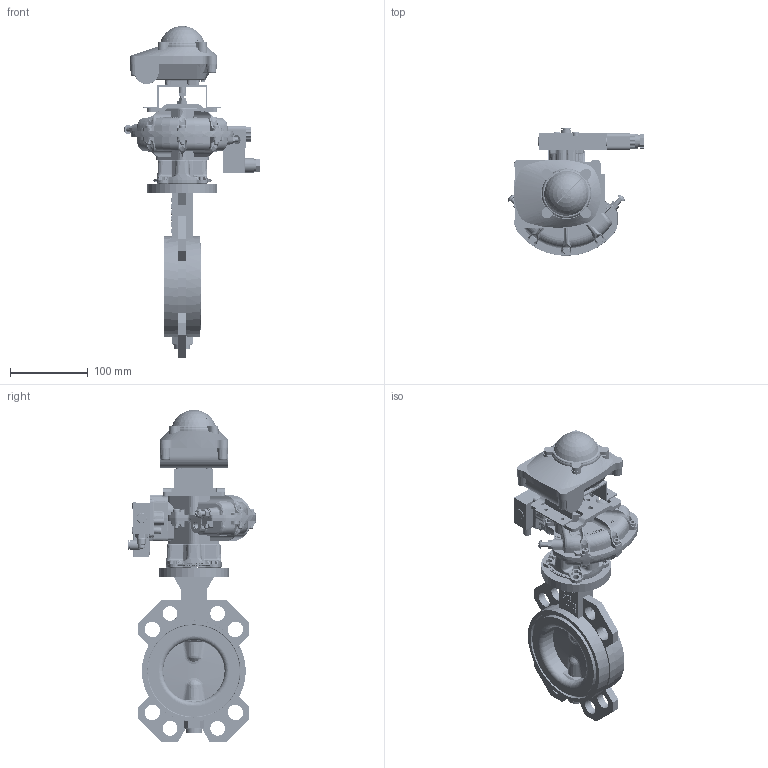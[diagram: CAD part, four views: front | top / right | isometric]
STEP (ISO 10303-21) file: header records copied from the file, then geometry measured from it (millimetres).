
FILE_DESCRIPTION(/* description */ (''),/* implementation_level */ '2;1');
FILE_NAME(/* name */ 'AT2313B080DAMEK_131863.step',/* time_stamp */ '2025-07-03T15:01:39+02:00',/* author */ (''),/* organization */ (''),/* preprocessor_version */ 'ST-DEVELOPER v20.1',/* originating_system */ 'Autodesk Translation Framework v14.10.0.0',/* authorisation */ '');
FILE_SCHEMA (('AUTOMOTIVE_DESIGN { 1 0 10303 214 3 1 1 }'));
Products named in the file (29): AT2313B080DAMEK_131863; SP638; MNH 511 701 -Armatec; MNH 511 701; GZ-MA22; ST 22 E 1 N; _W097052000119; KQ2L08-02AS; APL210; Component1; 053F100 ACTUATOR DIAMOND BOSS AND ALUMINIUM CASES; M5.SQ.NUT; M5x20; M6x35pozi.pan; M6 FULL NUT; M6 PLAIN WASHER; M4x5; 19889 coupling to suit F04.5.7; 19-970-001 Model 05 Case SIMPLE; 19-990 F04.5.7 ISO ADAPTOR; Component11; M4x5.pan.pozi.head.; BRACKET VDI/VDE; Component1_1; Component2; Component3; MBP-200 v4; Component2_1; EVCS-i DN80 PN16 F07-L9
Assembly tree (47 placements, depth 5):
  AT2313B080DAMEK_131863
    SP638
    MNH 511 701 -Armatec
      MNH 511 701
      GZ-MA22
      ST 22 E 1 N
      _W097052000119  x2
      KQ2L08-02AS
    APL210
      Component1
    053F100 ACTUATOR DIAMOND BOSS AND ALUMINIUM CASES
      19-970-001 Model 05 Case SIMPLE  x2
      M5x20  x7
      M5.SQ.NUT  x7
      M6x35pozi.pan  x2
      M6 FULL NUT  x2
      M6 PLAIN WASHER  x2
      M4x5  x2
      M4x5.pan.pozi.head.  x2
      19889 coupling to suit F04.5.7
      19-990 F04.5.7 ISO ADAPTOR
        Component11
      BRACKET VDI/VDE
        Component1_1
          Component2
          Component3
    MBP-200 v4
      Component2_1
    EVCS-i DN80 PN16 F07-L9
Bounding box: 175.58 x 164.71 x 427.48 mm (x, y, z)
Volume: 1623500.8 mm3; surface area: 343066.8 mm2
Topology: 46 solids, 46 shells, 4791 faces, 12096 edges, 7657 vertices
Faces by surface type: plane 2081, cylinder 1113, bspline 845, cone 410, torus 296, sphere 46
Full cylindrical faces by diameter (mm): 1.5 x3, 1.6 x1, 2.459 x10, 3 x1, 3.236 x1, 3.242 x4, 3.3 x4, 4 x5, 4.019 x2, 4.134 x31, 4.2 x10, 4.4 x2, 4.917 x2, 5 x34, 5.2 x4, 5.5 x17, 5.6 x4, 6 x13, 6.1 x1, 6.55 x2, 6.647 x4, 7 x9, 7.3 x1, 7.7 x2, 8 x7, 8.15 x1, 8.5 x10, 8.6 x2, 8.95 x1, 9 x6
Entity records: 156099 total; most frequent: CARTESIAN_POINT 63331, ORIENTED_EDGE 19606, DIRECTION 17703, EDGE_CURVE 9803, AXIS2_PLACEMENT_3D 6425, VERTEX_POINT 6216, LINE 4853, VECTOR 4853
